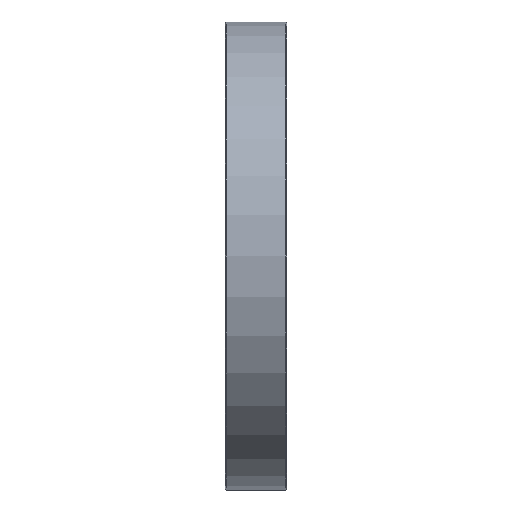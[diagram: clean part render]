
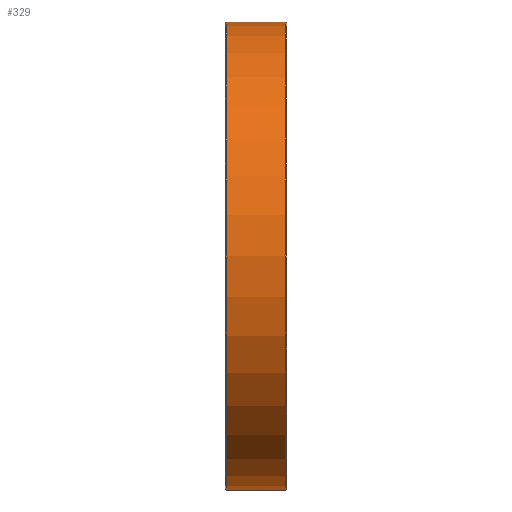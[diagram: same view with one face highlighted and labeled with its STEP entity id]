
A CAD part, left-side view. The second image highlights one B-rep face of the part: STEP entity #329.
In plain terms, the highlighted cylindrical face has radius 75.8 mm (diameter 151.6 mm), a partial arc.
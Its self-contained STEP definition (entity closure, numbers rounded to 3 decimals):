
#83 = VERTEX_POINT ( 'NONE', #515 ) ;
#95 = VERTEX_POINT ( 'NONE', #665 ) ;
#169 = EDGE_CURVE ( 'NONE', #95, #313, #655, .T. ) ;
#175 = ORIENTED_EDGE ( 'NONE', *, *, #3310, .T. ) ;
#179 = EDGE_CURVE ( 'NONE', #83, #182, #614, .T. ) ;
#182 = VERTEX_POINT ( 'NONE', #635 ) ;
#313 = VERTEX_POINT ( 'NONE', #871 ) ;
#318 = ORIENTED_EDGE ( 'NONE', *, *, #179, .F. ) ;
#329 = ADVANCED_FACE ( 'NONE', ( #957 ), #980, .T. ) ;
#330 = EDGE_LOOP ( 'NONE', ( #318, #175, #3311, #3312 ) ) ;
#515 = CARTESIAN_POINT ( 'NONE',  ( 0., 19.5, 75.8 ) ) ;
#614 = LINE ( 'NONE', #640, #639 ) ;
#635 = CARTESIAN_POINT ( 'NONE',  ( 0., 0.3, 75.8 ) ) ;
#638 = DIRECTION ( 'NONE',  ( 0., -1., 0. ) ) ;
#639 = VECTOR ( 'NONE', #638, 1000. ) ;
#640 = CARTESIAN_POINT ( 'NONE',  ( 0., -10.137, 75.8 ) ) ;
#649 = DIRECTION ( 'NONE',  ( 0., -1., 0. ) ) ;
#650 = VECTOR ( 'NONE', #649, 1000. ) ;
#654 = CARTESIAN_POINT ( 'NONE',  ( 0., -10.137, -75.8 ) ) ;
#655 = LINE ( 'NONE', #654, #650 ) ;
#665 = CARTESIAN_POINT ( 'NONE',  ( 0., 19.5, -75.8 ) ) ;
#871 = CARTESIAN_POINT ( 'NONE',  ( 0., 0.3, -75.8 ) ) ;
#925 = CARTESIAN_POINT ( 'NONE',  ( 0., -10.137, 0. ) ) ;
#934 = DIRECTION ( 'NONE',  ( 0., -1., 0. ) ) ;
#948 = AXIS2_PLACEMENT_3D ( 'NONE', #925, #934, #971 ) ;
#957 = FACE_OUTER_BOUND ( 'NONE', #330, .T. ) ;
#971 = DIRECTION ( 'NONE',  ( 0., 0., -1. ) ) ;
#980 = CYLINDRICAL_SURFACE ( 'NONE', #948, 75.8 ) ;
#2230 = CARTESIAN_POINT ( 'NONE',  ( 0., 0.3, 0. ) ) ;
#2269 = CARTESIAN_POINT ( 'NONE',  ( 0., 19.5, 0. ) ) ;
#2270 = AXIS2_PLACEMENT_3D ( 'NONE', #2269, #2439, #2438 ) ;
#2271 = CIRCLE ( 'NONE', #2270, 75.8 ) ;
#2276 = CIRCLE ( 'NONE', #2436, 75.8 ) ;
#2434 = DIRECTION ( 'NONE',  ( 0., 0., 1. ) ) ;
#2435 = DIRECTION ( 'NONE',  ( 0., 1., 0. ) ) ;
#2436 = AXIS2_PLACEMENT_3D ( 'NONE', #2230, #2435, #2434 ) ;
#2438 = DIRECTION ( 'NONE',  ( 0., 0., -1. ) ) ;
#2439 = DIRECTION ( 'NONE',  ( 0., -1., 0. ) ) ;
#3310 = EDGE_CURVE ( 'NONE', #83, #95, #2271, .T. ) ;
#3311 = ORIENTED_EDGE ( 'NONE', *, *, #169, .T. ) ;
#3312 = ORIENTED_EDGE ( 'NONE', *, *, #3313, .T. ) ;
#3313 = EDGE_CURVE ( 'NONE', #313, #182, #2276, .T. ) ;
